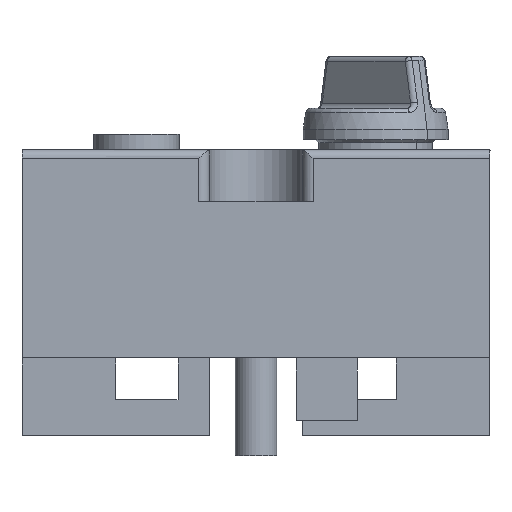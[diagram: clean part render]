
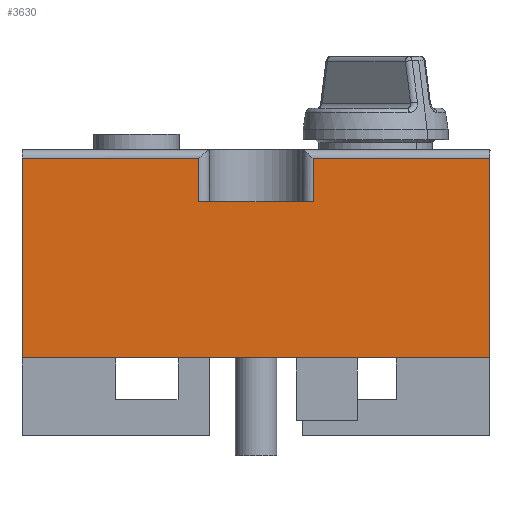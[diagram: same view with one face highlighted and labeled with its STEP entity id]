
A CAD part, front view. The second image highlights one B-rep face of the part: STEP entity #3630.
In plain terms, the highlighted planar face has unit normal (0, -1, 0).
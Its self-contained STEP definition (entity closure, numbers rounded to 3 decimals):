
#3630=ADVANCED_FACE('NONE',(#4236),#3979,.T.);
#3979=PLANE('',#9903);
#4236=FACE_OUTER_BOUND('',#4641,.T.);
#4641=EDGE_LOOP('',(#5507,#5508,#5509,#5510,#5511,#5512,#5513,#5514));
#5507=ORIENTED_EDGE('',*,*,#7872,.F.);
#5508=ORIENTED_EDGE('',*,*,#7873,.F.);
#5509=ORIENTED_EDGE('',*,*,#7874,.F.);
#5510=ORIENTED_EDGE('',*,*,#7875,.T.);
#5511=ORIENTED_EDGE('',*,*,#7876,.F.);
#5512=ORIENTED_EDGE('',*,*,#7877,.T.);
#5513=ORIENTED_EDGE('',*,*,#7819,.T.);
#5514=ORIENTED_EDGE('',*,*,#7878,.F.);
#7097=VERTEX_POINT('',#12804);
#7098=VERTEX_POINT('',#12806);
#7148=VERTEX_POINT('',#13072);
#7149=VERTEX_POINT('',#13073);
#7150=VERTEX_POINT('',#13075);
#7151=VERTEX_POINT('',#13077);
#7152=VERTEX_POINT('',#13079);
#7153=VERTEX_POINT('',#13081);
#7819=EDGE_CURVE('NONE',#7098,#7097,#8691,.T.);
#7872=EDGE_CURVE('NONE',#7148,#7149,#8725,.T.);
#7873=EDGE_CURVE('NONE',#7150,#7148,#8726,.T.);
#7874=EDGE_CURVE('NONE',#7151,#7150,#8727,.T.);
#7875=EDGE_CURVE('NONE',#7151,#7152,#8728,.T.);
#7876=EDGE_CURVE('NONE',#7153,#7152,#8729,.T.);
#7877=EDGE_CURVE('NONE',#7153,#7098,#8730,.T.);
#7878=EDGE_CURVE('NONE',#7149,#7097,#8731,.T.);
#8691=LINE('',#12805,#9263);
#8725=LINE('',#13071,#9297);
#8726=LINE('',#13074,#9298);
#8727=LINE('',#13076,#9299);
#8728=LINE('',#13078,#9300);
#8729=LINE('',#13080,#9301);
#8730=LINE('',#13082,#9302);
#8731=LINE('',#13083,#9303);
#9263=VECTOR('',#10889,1.);
#9297=VECTOR('',#10947,1.);
#9298=VECTOR('',#10948,1.);
#9299=VECTOR('',#10949,1.);
#9300=VECTOR('',#10950,1.);
#9301=VECTOR('',#10951,1.);
#9302=VECTOR('',#10952,1.);
#9303=VECTOR('',#10953,1.);
#9903=AXIS2_PLACEMENT_3D('',#13084,#10954,#10955);
#10889=DIRECTION('',(1.,0.,0.));
#10947=DIRECTION('',(1.,0.,0.));
#10948=DIRECTION('',(0.,0.,1.));
#10949=DIRECTION('',(1.,0.,0.));
#10950=DIRECTION('',(0.,0.,1.));
#10951=DIRECTION('',(1.,0.,0.));
#10952=DIRECTION('',(0.,0.,-1.));
#10953=DIRECTION('',(0.,0.,-1.));
#10954=DIRECTION('',(0.,-1.,0.));
#10955=DIRECTION('',(1.,0.,0.));
#12804=CARTESIAN_POINT('',(45.,0.,9.4));
#12805=CARTESIAN_POINT('',(-84.595,0.,9.4));
#12806=CARTESIAN_POINT('',(0.,0.,9.4));
#13071=CARTESIAN_POINT('',(-84.595,0.,28.6));
#13072=CARTESIAN_POINT('',(28.,0.,28.6));
#13073=CARTESIAN_POINT('',(45.,0.,28.6));
#13074=CARTESIAN_POINT('',(28.,0.,24.4));
#13075=CARTESIAN_POINT('',(28.,0.,24.4));
#13076=CARTESIAN_POINT('',(17.,0.,24.4));
#13077=CARTESIAN_POINT('',(17.,0.,24.4));
#13078=CARTESIAN_POINT('',(17.,0.,24.4));
#13079=CARTESIAN_POINT('',(17.,0.,28.6));
#13080=CARTESIAN_POINT('',(-84.595,0.,28.6));
#13081=CARTESIAN_POINT('',(0.,0.,28.6));
#13082=CARTESIAN_POINT('',(0.,0.,28.6));
#13083=CARTESIAN_POINT('',(45.,0.,28.6));
#13084=CARTESIAN_POINT('',(-84.595,0.,28.6));
